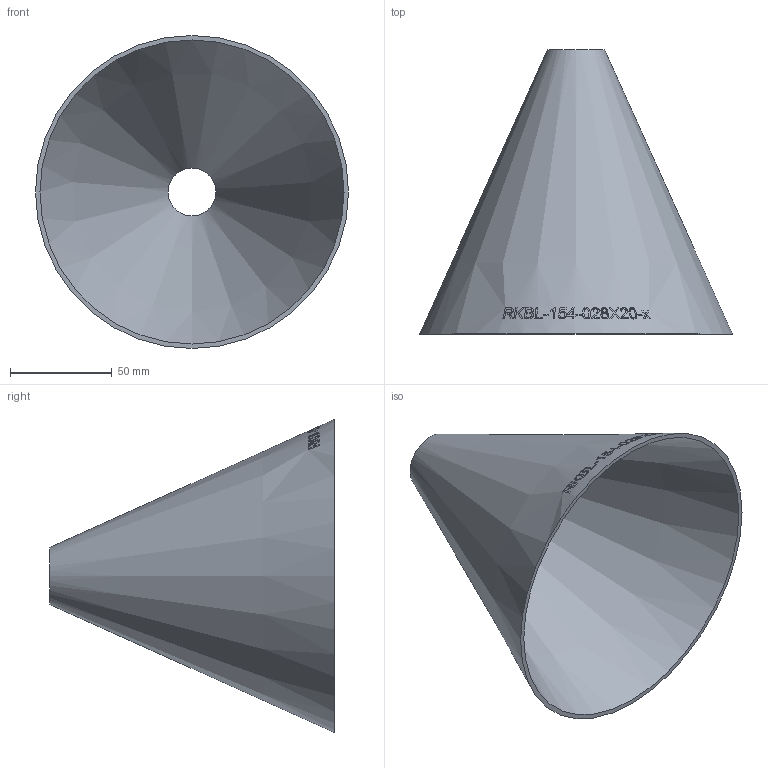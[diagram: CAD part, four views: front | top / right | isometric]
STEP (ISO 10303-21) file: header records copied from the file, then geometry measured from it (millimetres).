
FILE_DESCRIPTION (( 'STEP AP214' ), '1' );
FILE_NAME ('RKBL-154-028X20-x Reduzierung aus Blech 2006.STEP', '2020-06-10T12:10:59', ( '' ), ( '' ), 'SwSTEP 2.0', 'SolidWorks 2019', '' );
FILE_SCHEMA (( 'AUTOMOTIVE_DESIGN' ));
Length unit declared in the file: millimetre
Products named in the file (1): RKBL-154-028X20-x Reduzierung aus Blech 2006
Bounding box: 154 x 140 x 154 mm (x, y, z)
Volume: 85559.6 mm3; surface area: 86898.1 mm2
Topology: 1 solids, 1 shells, 227 faces, 600 edges, 400 vertices
Faces by surface type: bspline 198, cone 27, plane 2
Entity records: 28383 total; most frequent: CARTESIAN_POINT 22120, ORIENTED_EDGE 1196, EDGE_CURVE 598, B_SPLINE_CURVE_WITH_KNOTS 594, VERTEX_POINT 400, EDGE_LOOP 256, ADVANCED_FACE 227, FACE_OUTER_BOUND 227
